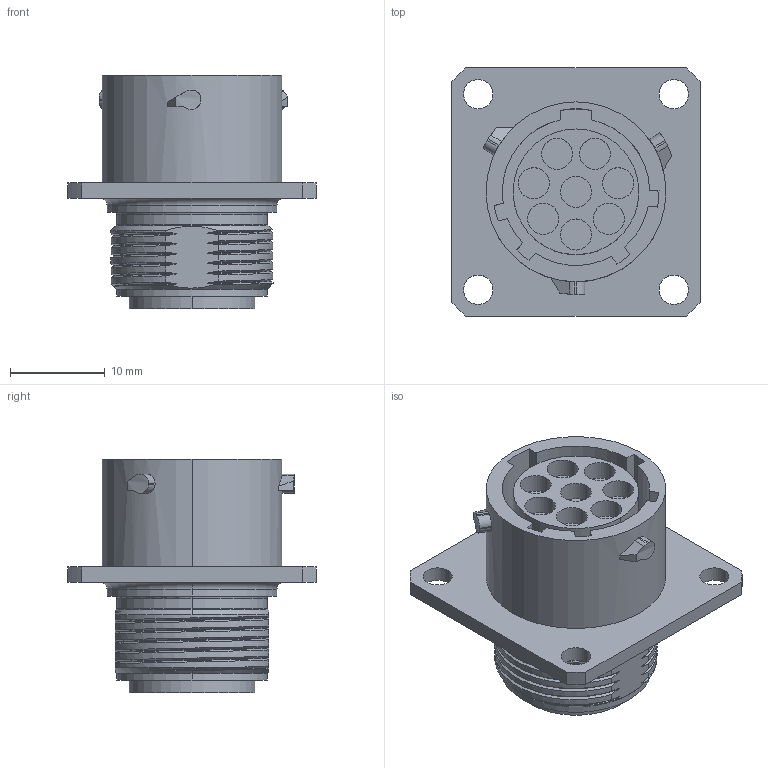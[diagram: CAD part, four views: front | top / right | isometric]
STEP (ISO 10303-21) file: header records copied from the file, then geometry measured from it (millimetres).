
FILE_DESCRIPTION((''),'2;1');
FILE_NAME('UT00128S-CATA_SW_ASM','2010-12-03T',('Gsineau'),(''),'PRO/ENGINEER BY PARAMETRIC TECHNOLOGY CORPORATION, 2010140','PRO/ENGINEER BY PARAMETRIC TECHNOLOGY CORPORATION, 2010140','');
FILE_SCHEMA(('CONFIG_CONTROL_DESIGN'));
Length unit declared in the file: inch
Products named in the file (1): UT00128S-CATA_SW_ASM
Bounding box: 26.18 x 26.18 x 24.56 mm (x, y, z)
Volume: 5793 mm3; surface area: 4204.6 mm2
Topology: 1 solids, 1 shells, 204 faces, 519 edges, 342 vertices
Faces by surface type: cylinder 94, plane 59, bspline 41, torus 6, cone 4
Entity records: 9658 total; most frequent: CARTESIAN_POINT 4947, ORIENTED_EDGE 1038, DIRECTION 847, EDGE_CURVE 519, VERTEX_POINT 342, AXIS2_PLACEMENT_3D 333, EDGE_LOOP 237, FACE_OUTER_BOUND 204
